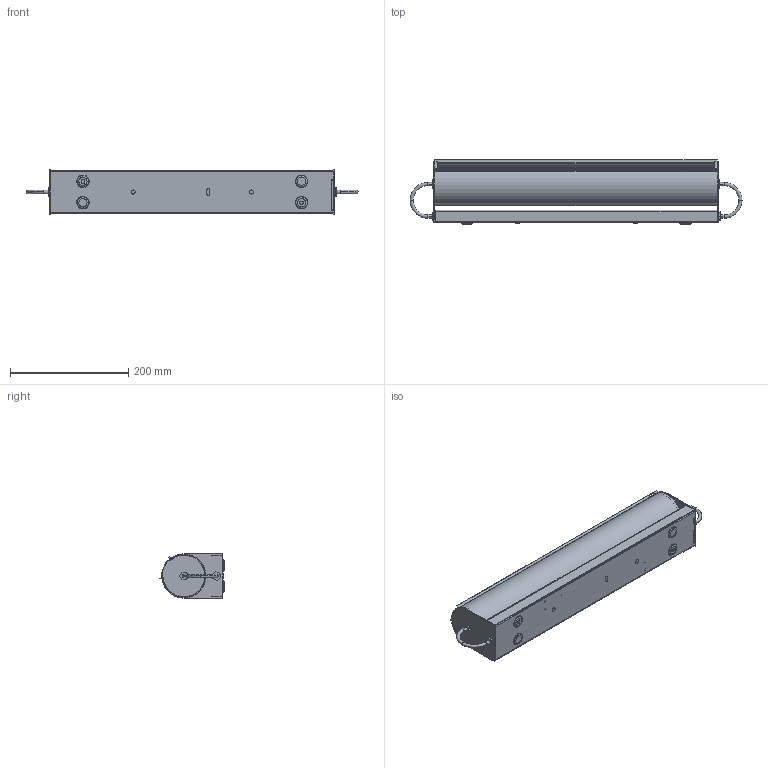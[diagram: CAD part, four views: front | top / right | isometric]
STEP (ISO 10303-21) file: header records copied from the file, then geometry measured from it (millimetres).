
FILE_DESCRIPTION (( 'STEP AP214' ), '1' );
FILE_NAME ('800CYLENB321.STEP', '2020-07-03T12:18:27', ( 'User' ), ( 'Hewlett-Packard Company' ), 'SwSTEP 2.0', 'SolidWorks 2016', '' );
FILE_SCHEMA (( 'AUTOMOTIVE_DESIGN' ));
Length unit declared in the file: millimetre
Products named in the file (1): 800CYLENB321
Bounding box: 561.8 x 108.68 x 75 mm (x, y, z)
Volume: 451275.9 mm3; surface area: 464135.2 mm2
Topology: 1 solids, 1 shells, 567 faces, 1447 edges, 869 vertices
Faces by surface type: cylinder 305, plane 147, torus 52, sphere 40, cone 19, bspline 4
Entity records: 21819 total; most frequent: CARTESIAN_POINT 4660, DIRECTION 3000, ORIENTED_EDGE 2802, EDGE_CURVE 1401, AXIS2_PLACEMENT_3D 1195, VERTEX_POINT 863, CIRCLE 631, EDGE_LOOP 618
